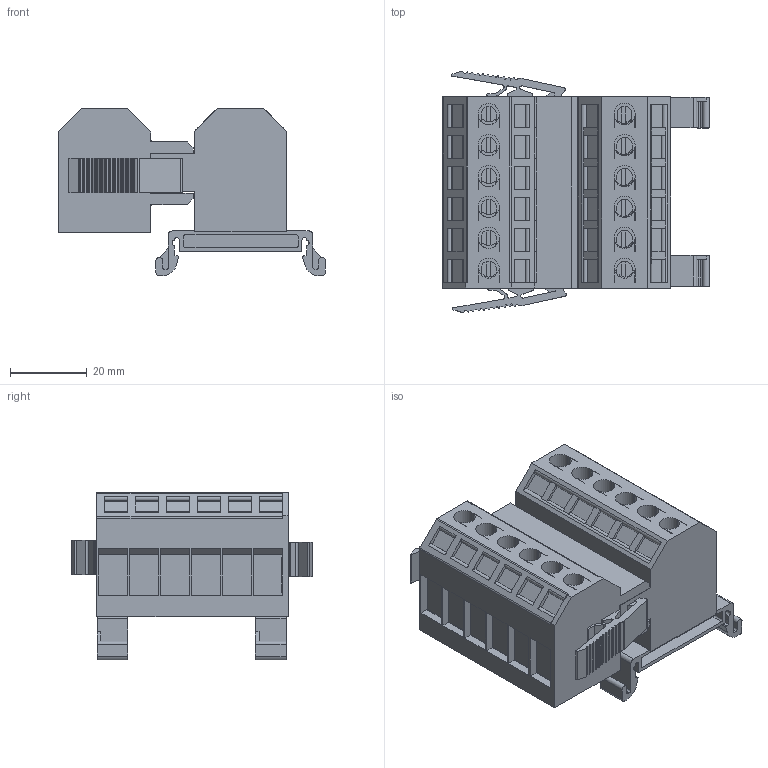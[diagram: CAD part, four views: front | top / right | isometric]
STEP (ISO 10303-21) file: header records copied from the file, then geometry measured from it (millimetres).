
FILE_DESCRIPTION(/* description */ ('Unknown'),/* implementation_level */ '2;1');
FILE_NAME(/* name */ 'PS8M-6W_3D_SOLID',/* time_stamp */ '2025-02-21T13:49:25+05:00',/* author */ ('Unknown'),/* organization */ ('Unknown'),/* preprocessor_version */ 'ST-DEVELOPER v16.7',/* originating_system */ 'Solid Edge',/* authorisation */ 'Unknown');
FILE_SCHEMA (('AUTOMOTIVE_DESIGN {1 0 10303 214 3 1 1}'));
Length unit declared in the file: millimetre
Products named in the file (1): PS8M-6W_3D_SOLID
Bounding box: 69.42 x 62.8 x 43.7 mm (x, y, z)
Volume: 79870.5 mm3; surface area: 25779 mm2
Topology: 1 solids, 1 shells, 1271 faces, 3773 edges, 2483 vertices
Faces by surface type: plane 919, cylinder 328, torus 24
Entity records: 51637 total; most frequent: CARTESIAN_POINT 7863, ORIENTED_EDGE 7546, DIRECTION 7090, EDGE_CURVE 3773, LINE 2826, VECTOR 2826, VERTEX_POINT 2483, AXIS2_PLACEMENT_3D 2132
